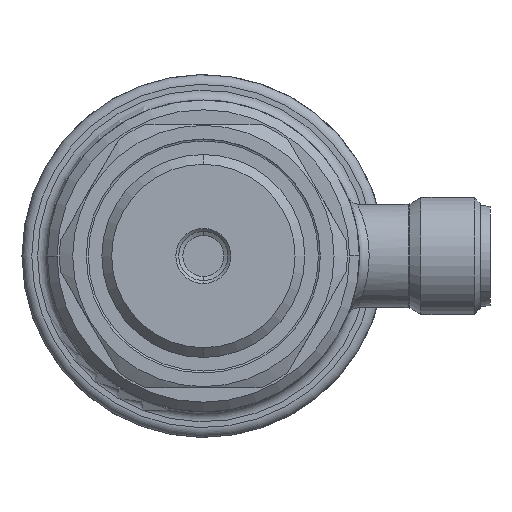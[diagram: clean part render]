
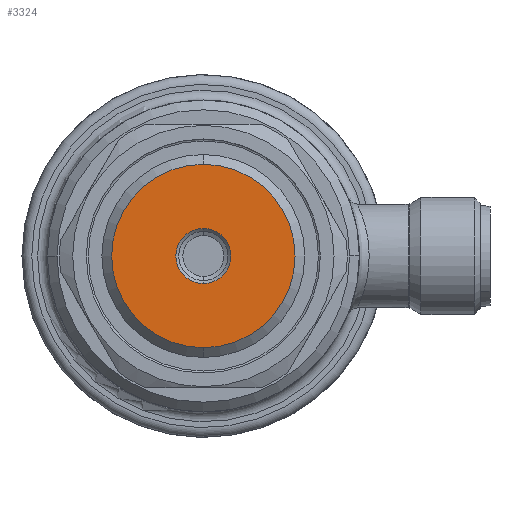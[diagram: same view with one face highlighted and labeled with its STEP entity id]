
A CAD part, front view. The second image highlights one B-rep face of the part: STEP entity #3324.
In plain terms, the highlighted planar face has unit normal (0, -1, 0).
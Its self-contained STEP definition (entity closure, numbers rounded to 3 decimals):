
#545 = ORIENTED_EDGE ( 'NONE', *, *, #4332, .F. ) ;
#683 = AXIS2_PLACEMENT_3D ( 'NONE', #6555, #6597, #6624 ) ;
#806 = AXIS2_PLACEMENT_3D ( 'NONE', #2777, #3088, #3329 ) ;
#866 = VERTEX_POINT ( 'NONE', #5525 ) ;
#1053 = CARTESIAN_POINT ( 'NONE',  ( 0., -14., -9.406 ) ) ;
#1126 = EDGE_CURVE ( 'NONE', #6613, #7199, #5658, .T. ) ;
#1302 = DIRECTION ( 'NONE',  ( 0., 0., -1. ) ) ;
#1309 = DIRECTION ( 'NONE',  ( 0., -1., 0. ) ) ;
#1328 = PLANE ( 'NONE',  #5826 ) ;
#1439 = CARTESIAN_POINT ( 'NONE',  ( 9.406, -14., 0. ) ) ;
#1512 = DIRECTION ( 'NONE',  ( 0., -1., 0. ) ) ;
#1519 = CARTESIAN_POINT ( 'NONE',  ( 0., -14., 0. ) ) ;
#1960 = EDGE_LOOP ( 'NONE', ( #545, #7920 ) ) ;
#2777 = CARTESIAN_POINT ( 'NONE',  ( 0., -14., 0. ) ) ;
#2936 = CIRCLE ( 'NONE', #7860, 9.406 ) ;
#3088 = DIRECTION ( 'NONE',  ( 0., -1., 0. ) ) ;
#3114 = DIRECTION ( 'NONE',  ( 0., 0., -1. ) ) ;
#3324 = ADVANCED_FACE ( 'NONE', ( #5151, #4748 ), #1328, .T. ) ;
#3329 = DIRECTION ( 'NONE',  ( 0., 0., -1. ) ) ;
#3337 = VERTEX_POINT ( 'NONE', #1053 ) ;
#3860 = ORIENTED_EDGE ( 'NONE', *, *, #4062, .T. ) ;
#3873 = EDGE_LOOP ( 'NONE', ( #3952, #3860 ) ) ;
#3952 = ORIENTED_EDGE ( 'NONE', *, *, #4488, .T. ) ;
#3956 = AXIS2_PLACEMENT_3D ( 'NONE', #1519, #1512, #3114 ) ;
#4062 = EDGE_CURVE ( 'NONE', #3337, #866, #2936, .T. ) ;
#4332 = EDGE_CURVE ( 'NONE', #7199, #6613, #7686, .T. ) ;
#4488 = EDGE_CURVE ( 'NONE', #866, #3337, #7877, .T. ) ;
#4748 = FACE_OUTER_BOUND ( 'NONE', #3873, .T. ) ;
#5151 = FACE_BOUND ( 'NONE', #1960, .T. ) ;
#5174 = CARTESIAN_POINT ( 'NONE',  ( 0., -14., 0. ) ) ;
#5206 = DIRECTION ( 'NONE',  ( 0., -1., 0. ) ) ;
#5252 = DIRECTION ( 'NONE',  ( 0., 0., -1. ) ) ;
#5525 = CARTESIAN_POINT ( 'NONE',  ( 0., -14., 9.406 ) ) ;
#5658 = CIRCLE ( 'NONE', #683, 2.825 ) ;
#5826 = AXIS2_PLACEMENT_3D ( 'NONE', #1439, #1309, #1302 ) ;
#6555 = CARTESIAN_POINT ( 'NONE',  ( 0., -14., 0. ) ) ;
#6597 = DIRECTION ( 'NONE',  ( 0., -1., 0. ) ) ;
#6613 = VERTEX_POINT ( 'NONE', #6804 ) ;
#6624 = DIRECTION ( 'NONE',  ( 0., 0., -1. ) ) ;
#6804 = CARTESIAN_POINT ( 'NONE',  ( 0., -14., 2.825 ) ) ;
#7199 = VERTEX_POINT ( 'NONE', #7639 ) ;
#7639 = CARTESIAN_POINT ( 'NONE',  ( 0., -14., -2.825 ) ) ;
#7686 = CIRCLE ( 'NONE', #806, 2.825 ) ;
#7860 = AXIS2_PLACEMENT_3D ( 'NONE', #5174, #5206, #5252 ) ;
#7877 = CIRCLE ( 'NONE', #3956, 9.406 ) ;
#7920 = ORIENTED_EDGE ( 'NONE', *, *, #1126, .F. ) ;
